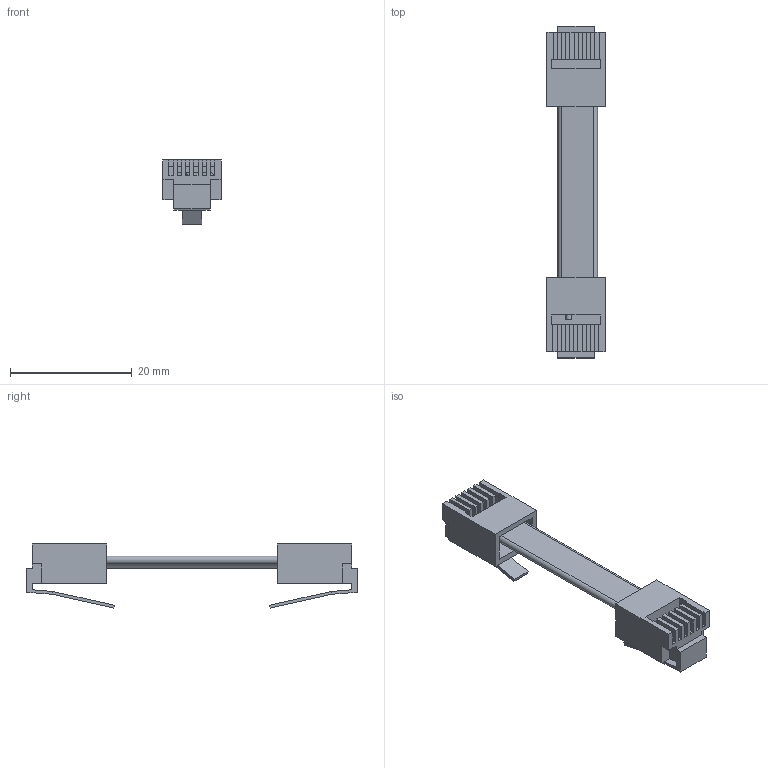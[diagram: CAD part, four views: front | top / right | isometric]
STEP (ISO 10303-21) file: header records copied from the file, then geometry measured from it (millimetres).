
FILE_DESCRIPTION (( 'STEP AP214' ), '1' );
FILE_NAME ('6P6C RJ25 cable.step', '2016-10-28T06:56:54', ( 'dell' ), ( '' ), 'SwSTEP 2.0', 'SolidWorks 2013', '' );
FILE_SCHEMA (( 'AUTOMOTIVE_DESIGN' ));
Length unit declared in the file: millimetre
Products named in the file (1): 6P6C RJ25 cable
Bounding box: 9.58 x 54.54 x 10.52 mm (x, y, z)
Surface area: 2520.4 mm2 (no closed solid volume)
Topology: 0 solids, 4 shells, 121 faces, 349 edges, 230 vertices
Faces by surface type: plane 113, cylinder 7, bspline 1
Entity records: 5234 total; most frequent: CARTESIAN_POINT 718, ORIENTED_EDGE 668, DIRECTION 603, EDGE_CURVE 349, VECTOR 333, LINE 333, VERTEX_POINT 230, AXIS2_PLACEMENT_3D 135
